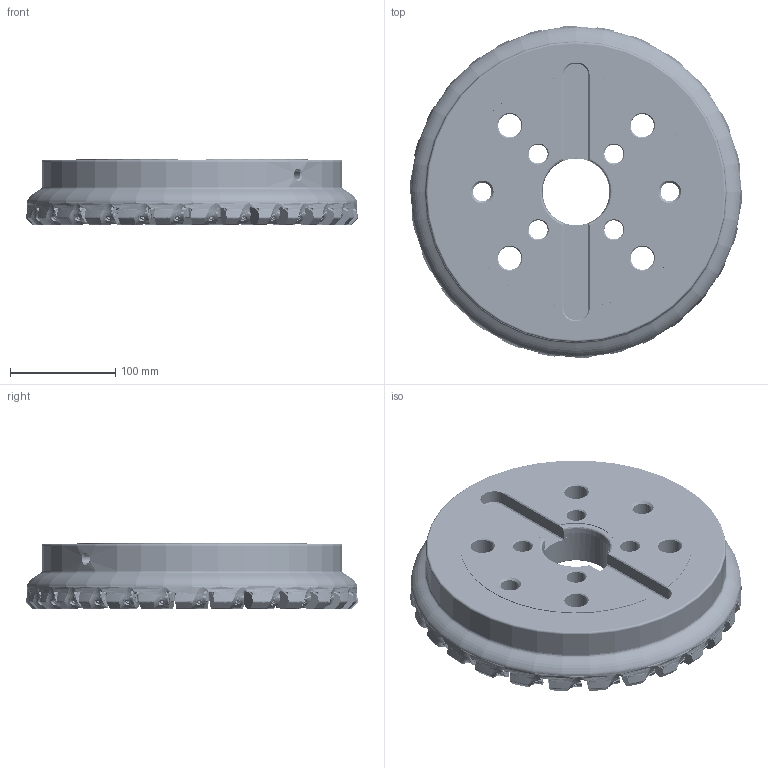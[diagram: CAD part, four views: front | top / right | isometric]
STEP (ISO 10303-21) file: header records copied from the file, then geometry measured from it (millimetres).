
FILE_DESCRIPTION(/* description */ (''),/* implementation_level */ '2;1');
FILE_NAME(/* name */ 'AHX640WR1228M.stp',/* time_stamp */ '2018-01-09T17:37:46+09:00',/* author */ (''),/* organization */ (''),/* preprocessor_version */ 'ST-DEVELOPER v16',/* originating_system */ 'SIEMENS PLM Software NX 10.0',/* authorisation */ '');
FILE_SCHEMA (('AUTOMOTIVE_DESIGN { 1 0 10303 214 3 1 1 1 }'));
Products named in the file (1): AHX640WR1228M_ASM
Bounding box: 314.84 x 314.85 x 62.33 mm (x, y, z)
Volume: 2743816.7 mm3; surface area: 300711.1 mm2
Topology: 57 solids, 57 shells, 4323 faces, 11820 edges, 7470 vertices
Faces by surface type: cylinder 1610, plane 1093, cone 848, torus 604, sphere 168
Entity records: 171505 total; most frequent: CARTESIAN_POINT 63398, ORIENTED_EDGE 23184, DIRECTION 22258, EDGE_CURVE 11592, AXIS2_PLACEMENT_3D 9219, VERTEX_POINT 7470, EDGE_LOOP 4488, ADVANCED_FACE 4323
